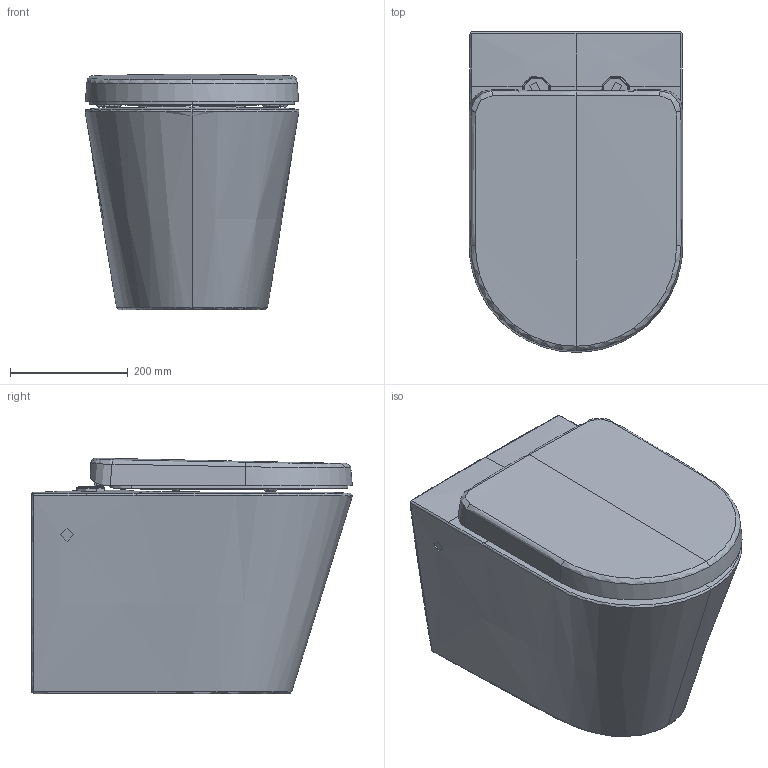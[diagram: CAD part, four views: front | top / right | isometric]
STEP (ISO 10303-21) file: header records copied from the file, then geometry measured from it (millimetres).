
FILE_DESCRIPTION(/* description */ (''),/* implementation_level */ '2;1');
FILE_NAME(/* name */ 'STEP - 4211C, U104S-H01P1T01-01_1832072',/* time_stamp */ '2024-09-24T10:24:09+10:00',/* author */ (''),/* organization */ (''),/* preprocessor_version */ 'ST-DEVELOPER v16.5',/* originating_system */ 'Rhino 7.37',/* authorisation */ '');
FILE_SCHEMA (('CONFIG_CONTROL_DESIGN'));
Products named in the file (1): Document
Bounding box: 362.73 x 543.95 x 400.06 mm (x, y, z)
Volume: 15301209.3 mm3; surface area: 2419405 mm2
Topology: 17 solids, 17 shells, 1563 faces, 3855 edges, 2379 vertices
Faces by surface type: bspline 729, cylinder 422, plane 412
Entity records: 99080 total; most frequent: CARTESIAN_POINT 74837, ORIENTED_EDGE 7646, EDGE_CURVE 3823, B_SPLINE_CURVE_WITH_KNOTS 2765, VERTEX_POINT 2379, EDGE_LOOP 1668, ADVANCED_FACE 1555, FACE_OUTER_BOUND 1555
